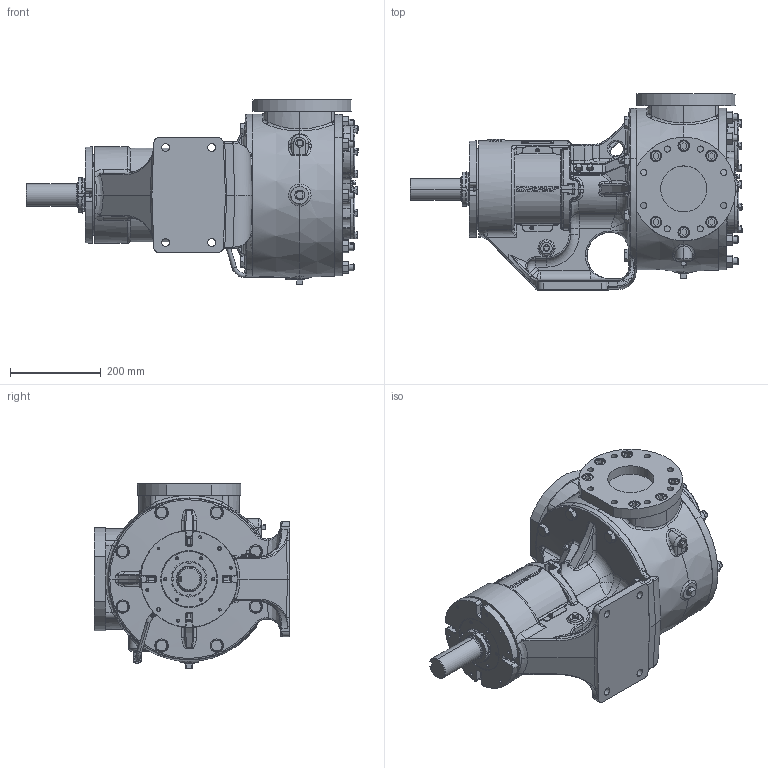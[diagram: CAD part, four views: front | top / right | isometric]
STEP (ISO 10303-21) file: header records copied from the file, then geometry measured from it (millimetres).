
FILE_DESCRIPTION (( 'STEP AP214' ), '1' );
FILE_NAME ('QV-2341.step', '2025-12-05T14:35:25', ( '' ), ( '' ), 'SwSTEP 2.0', 'SolidWorks 2024', '' );
FILE_SCHEMA (( 'AUTOMOTIVE_DESIGN' ));
Length unit declared in the file: inch
Products named in the file (1): QV-2341
Bounding box: 731.63 x 431.8 x 405.66 mm (x, y, z)
Volume: 33612847 mm3; surface area: 1363175.5 mm2
Topology: 1 solids, 1 shells, 4173 faces, 10536 edges, 6619 vertices
Faces by surface type: plane 1463, bspline 1249, cylinder 722, cone 589, torus 119, sphere 31
Entity records: 185515 total; most frequent: CARTESIAN_POINT 95320, ORIENTED_EDGE 20896, DIRECTION 15139, EDGE_CURVE 10448, VERTEX_POINT 6616, AXIS2_PLACEMENT_3D 5283, VECTOR 4573, LINE 4573
